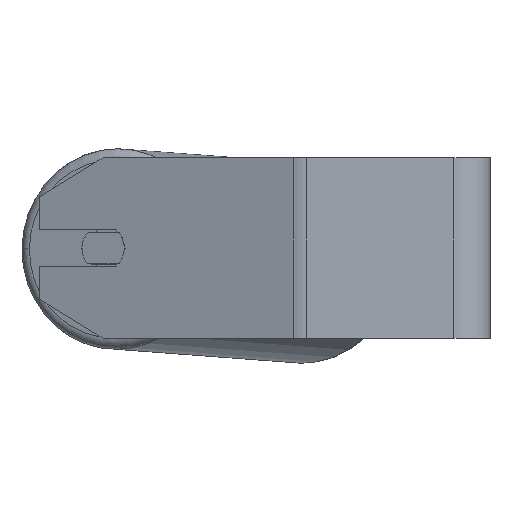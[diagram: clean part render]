
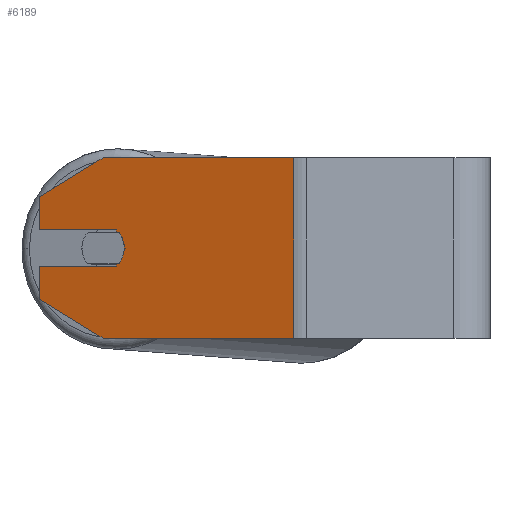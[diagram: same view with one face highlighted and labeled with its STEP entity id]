
A CAD part, left-side view. The second image highlights one B-rep face of the part: STEP entity #6189.
In plain terms, the highlighted planar face has unit normal (-0.94, 0.342, 0).
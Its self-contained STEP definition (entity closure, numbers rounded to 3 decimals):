
#214 = DIRECTION ( 'NONE',  ( 0.94, -0.342, 0. ) ) ;
#448 = VERTEX_POINT ( 'NONE', #2952 ) ;
#500 = LINE ( 'NONE', #6919, #3491 ) ;
#538 = AXIS2_PLACEMENT_3D ( 'NONE', #2956, #214, #5058 ) ;
#621 = EDGE_LOOP ( 'NONE', ( #725, #5585, #4627, #3403, #910, #6630, #5614, #6382, #5539, #5428, #5405 ) ) ;
#676 = CARTESIAN_POINT ( 'NONE',  ( -257.965, 199.817, 8. ) ) ;
#699 = DIRECTION ( 'NONE',  ( 0., 0., -1. ) ) ;
#725 = ORIENTED_EDGE ( 'NONE', *, *, #6023, .F. ) ;
#867 = CARTESIAN_POINT ( 'NONE',  ( -268.225, 171.626, 0. ) ) ;
#910 = ORIENTED_EDGE ( 'NONE', *, *, #2965, .T. ) ;
#991 = CARTESIAN_POINT ( 'NONE',  ( -257.965, 199.817, 8. ) ) ;
#1106 = DIRECTION ( 'NONE',  ( -0.94, 0.342, 0. ) ) ;
#1288 = DIRECTION ( 'NONE',  ( 0., 0., -1. ) ) ;
#1396 = CARTESIAN_POINT ( 'NONE',  ( -257.965, 199.817, 22.679 ) ) ;
#1401 = CARTESIAN_POINT ( 'NONE',  ( -299.035, 86.977, 40. ) ) ;
#1536 = VECTOR ( 'NONE', #5807, 1000. ) ;
#1572 = CARTESIAN_POINT ( 'NONE',  ( -268.225, 171.626, 40. ) ) ;
#1798 = CARTESIAN_POINT ( 'NONE',  ( -257.965, 199.817, 40. ) ) ;
#1850 = EDGE_CURVE ( 'NONE', #3088, #6052, #4278, .T. ) ;
#1906 = VECTOR ( 'NONE', #2232, 1000. ) ;
#2023 = DIRECTION ( 'NONE',  ( 0.342, 0.94, 0. ) ) ;
#2041 = CARTESIAN_POINT ( 'NONE',  ( -268.225, 171.626, 0. ) ) ;
#2137 = EDGE_CURVE ( 'NONE', #3754, #6052, #5006, .T. ) ;
#2232 = DIRECTION ( 'NONE',  ( -0.342, -0.94, 0. ) ) ;
#2270 = LINE ( 'NONE', #2804, #1906 ) ;
#2281 = LINE ( 'NONE', #4359, #3874 ) ;
#2299 = CARTESIAN_POINT ( 'NONE',  ( -270.278, 165.988, -8. ) ) ;
#2337 = EDGE_CURVE ( 'NONE', #3520, #3754, #6179, .T. ) ;
#2398 = EDGE_CURVE ( 'NONE', #3406, #3435, #500, .T. ) ;
#2452 = PLANE ( 'NONE',  #538 ) ;
#2536 = LINE ( 'NONE', #5211, #4472 ) ;
#2804 = CARTESIAN_POINT ( 'NONE',  ( -257.965, 199.817, -8. ) ) ;
#2818 = VECTOR ( 'NONE', #5684, 1000. ) ;
#2873 = EDGE_CURVE ( 'NONE', #448, #6484, #2270, .T. ) ;
#2922 = AXIS2_PLACEMENT_3D ( 'NONE', #867, #7016, #4127 ) ;
#2940 = CARTESIAN_POINT ( 'NONE',  ( -257.965, 199.817, -22.679 ) ) ;
#2952 = CARTESIAN_POINT ( 'NONE',  ( -257.965, 199.817, -8. ) ) ;
#2956 = CARTESIAN_POINT ( 'NONE',  ( -257.965, 199.817, 40. ) ) ;
#2965 = EDGE_CURVE ( 'NONE', #3435, #4437, #3934, .T. ) ;
#2980 = CARTESIAN_POINT ( 'NONE',  ( -271.646, 162.229, 0. ) ) ;
#3001 = VERTEX_POINT ( 'NONE', #1401 ) ;
#3088 = VERTEX_POINT ( 'NONE', #3214 ) ;
#3104 = DIRECTION ( 'NONE',  ( -0.296, -0.814, -0.5 ) ) ;
#3214 = CARTESIAN_POINT ( 'NONE',  ( -270.278, 165.988, 8. ) ) ;
#3274 = DIRECTION ( 'NONE',  ( -0.342, -0.94, 0. ) ) ;
#3403 = ORIENTED_EDGE ( 'NONE', *, *, #2398, .T. ) ;
#3406 = VERTEX_POINT ( 'NONE', #2940 ) ;
#3435 = VERTEX_POINT ( 'NONE', #3560 ) ;
#3491 = VECTOR ( 'NONE', #3104, 1000. ) ;
#3520 = VERTEX_POINT ( 'NONE', #1572 ) ;
#3556 = DIRECTION ( 'NONE',  ( 0.296, 0.814, -0.5 ) ) ;
#3560 = CARTESIAN_POINT ( 'NONE',  ( -268.225, 171.626, -40. ) ) ;
#3593 = AXIS2_PLACEMENT_3D ( 'NONE', #2041, #1106, #3274 ) ;
#3666 = EDGE_CURVE ( 'NONE', #3520, #3001, #2281, .T. ) ;
#3754 = VERTEX_POINT ( 'NONE', #4854 ) ;
#3874 = VECTOR ( 'NONE', #6632, 1000. ) ;
#3934 = LINE ( 'NONE', #4981, #2818 ) ;
#4046 = FACE_OUTER_BOUND ( 'NONE', #621, .T. ) ;
#4127 = DIRECTION ( 'NONE',  ( -0.342, -0.94, 0. ) ) ;
#4278 = LINE ( 'NONE', #991, #5041 ) ;
#4359 = CARTESIAN_POINT ( 'NONE',  ( -257.965, 199.817, 40. ) ) ;
#4437 = VERTEX_POINT ( 'NONE', #6967 ) ;
#4472 = VECTOR ( 'NONE', #1288, 1000. ) ;
#4627 = ORIENTED_EDGE ( 'NONE', *, *, #4932, .T. ) ;
#4854 = CARTESIAN_POINT ( 'NONE',  ( -257.965, 199.817, 22.679 ) ) ;
#4932 = EDGE_CURVE ( 'NONE', #448, #3406, #2536, .T. ) ;
#4981 = CARTESIAN_POINT ( 'NONE',  ( -257.965, 199.817, -40. ) ) ;
#5006 = LINE ( 'NONE', #1798, #5160 ) ;
#5041 = VECTOR ( 'NONE', #2023, 1000. ) ;
#5058 = DIRECTION ( 'NONE',  ( 0.342, 0.94, 0. ) ) ;
#5142 = EDGE_CURVE ( 'NONE', #3001, #4437, #5881, .T. ) ;
#5160 = VECTOR ( 'NONE', #699, 1000. ) ;
#5211 = CARTESIAN_POINT ( 'NONE',  ( -257.965, 199.817, 40. ) ) ;
#5378 = CARTESIAN_POINT ( 'NONE',  ( -299.035, 86.977, 40. ) ) ;
#5405 = ORIENTED_EDGE ( 'NONE', *, *, #6044, .F. ) ;
#5428 = ORIENTED_EDGE ( 'NONE', *, *, #1850, .F. ) ;
#5539 = ORIENTED_EDGE ( 'NONE', *, *, #2137, .T. ) ;
#5585 = ORIENTED_EDGE ( 'NONE', *, *, #2873, .F. ) ;
#5614 = ORIENTED_EDGE ( 'NONE', *, *, #3666, .F. ) ;
#5624 = VECTOR ( 'NONE', #3556, 1000. ) ;
#5684 = DIRECTION ( 'NONE',  ( -0.342, -0.94, 0. ) ) ;
#5729 = CIRCLE ( 'NONE', #2922, 10. ) ;
#5807 = DIRECTION ( 'NONE',  ( 0., 0., -1. ) ) ;
#5881 = LINE ( 'NONE', #5378, #1536 ) ;
#6023 = EDGE_CURVE ( 'NONE', #6484, #6598, #5729, .T. ) ;
#6044 = EDGE_CURVE ( 'NONE', #6598, #3088, #6864, .T. ) ;
#6052 = VERTEX_POINT ( 'NONE', #676 ) ;
#6179 = LINE ( 'NONE', #1396, #5624 ) ;
#6189 = ADVANCED_FACE ( 'NONE', ( #4046 ), #2452, .F. ) ;
#6382 = ORIENTED_EDGE ( 'NONE', *, *, #2337, .T. ) ;
#6484 = VERTEX_POINT ( 'NONE', #2299 ) ;
#6598 = VERTEX_POINT ( 'NONE', #2980 ) ;
#6630 = ORIENTED_EDGE ( 'NONE', *, *, #5142, .F. ) ;
#6632 = DIRECTION ( 'NONE',  ( -0.342, -0.94, 0. ) ) ;
#6864 = CIRCLE ( 'NONE', #3593, 10. ) ;
#6919 = CARTESIAN_POINT ( 'NONE',  ( -268.225, 171.626, -40. ) ) ;
#6967 = CARTESIAN_POINT ( 'NONE',  ( -299.035, 86.977, -40. ) ) ;
#7016 = DIRECTION ( 'NONE',  ( -0.94, 0.342, 0. ) ) ;
